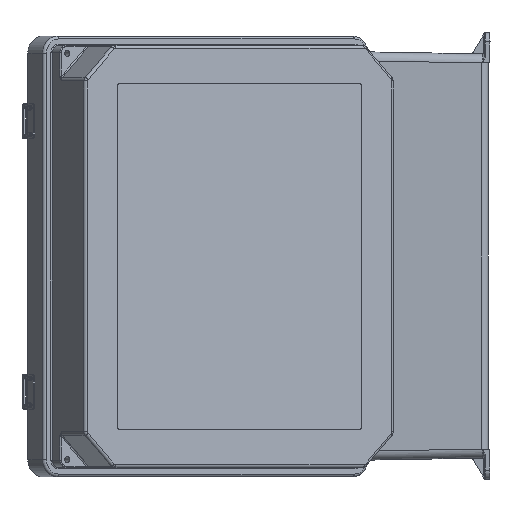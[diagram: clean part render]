
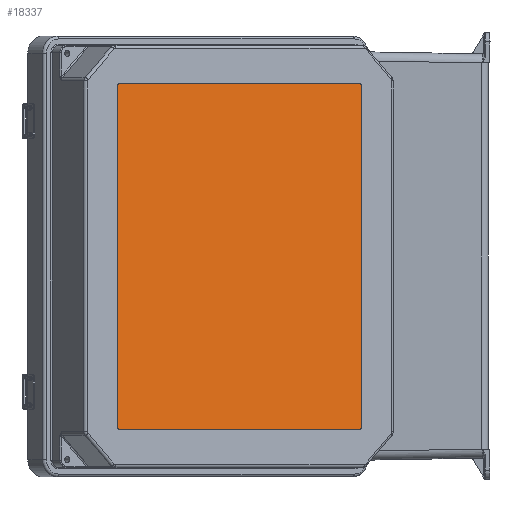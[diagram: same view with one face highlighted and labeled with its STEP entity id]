
A CAD part, left-side view. The second image highlights one B-rep face of the part: STEP entity #18337.
In plain terms, the highlighted face is planar.
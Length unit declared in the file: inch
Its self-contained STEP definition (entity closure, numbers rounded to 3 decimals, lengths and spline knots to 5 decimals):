
#56 = ORIENTED_EDGE ( 'NONE', *, *, #12283, .F. ) ;
#60 = ORIENTED_EDGE ( 'NONE', *, *, #12103, .F. ) ;
#93 = ORIENTED_EDGE ( 'NONE', *, *, #12098, .F. ) ;
#128 = ORIENTED_EDGE ( 'NONE', *, *, #12071, .F. ) ;
#821 = ORIENTED_EDGE ( 'NONE', *, *, #12090, .F. ) ;
#822 = ORIENTED_EDGE ( 'NONE', *, *, #12051, .F. ) ;
#1400 = ORIENTED_EDGE ( 'NONE', *, *, #12085, .F. ) ;
#5422 = AXIS2_PLACEMENT_3D ( 'NONE', #32268, #32269, #32270 ) ;
#7252 = AXIS2_PLACEMENT_3D ( 'NONE', #38584, #38586, #38588 ) ;
#7259 = AXIS2_PLACEMENT_3D ( 'NONE', #38625, #38626, #38628 ) ;
#7285 = AXIS2_PLACEMENT_3D ( 'NONE', #38863, #38865, #38867 ) ;
#7520 = AXIS2_PLACEMENT_3D ( 'NONE', #39422, #39423, #39425 ) ;
#10348 = ORIENTED_EDGE ( 'NONE', *, *, #12058, .F. ) ;
#12051 = EDGE_CURVE ( 'NONE', #17442, #17485, #41992, .T. ) ;
#12058 = EDGE_CURVE ( 'NONE', #19611, #18660, #42064, .T. ) ;
#12071 = EDGE_CURVE ( 'NONE', #17454, #17442, #42449, .T. ) ;
#12085 = EDGE_CURVE ( 'NONE', #17635, #19611, #42489, .T. ) ;
#12090 = EDGE_CURVE ( 'NONE', #17485, #18668, #41920, .T. ) ;
#12098 = EDGE_CURVE ( 'NONE', #18660, #19444, #42760, .T. ) ;
#12103 = EDGE_CURVE ( 'NONE', #19444, #17454, #42495, .T. ) ;
#12283 = EDGE_CURVE ( 'NONE', #18668, #17635, #42402, .T. ) ;
#17442 = VERTEX_POINT ( 'NONE', #35675 ) ;
#17454 = VERTEX_POINT ( 'NONE', #35705 ) ;
#17485 = VERTEX_POINT ( 'NONE', #35820 ) ;
#17635 = VERTEX_POINT ( 'NONE', #32793 ) ;
#18337 = ADVANCED_FACE ( 'NONE', ( #37339 ), #32259, .T. ) ;
#18660 = VERTEX_POINT ( 'NONE', #33058 ) ;
#18668 = VERTEX_POINT ( 'NONE', #33084 ) ;
#19444 = VERTEX_POINT ( 'NONE', #31469 ) ;
#19611 = VERTEX_POINT ( 'NONE', #31530 ) ;
#20271 = EDGE_LOOP ( 'NONE', ( #10348, #1400, #56, #821, #822, #128, #60, #93 ) ) ;
#31469 = CARTESIAN_POINT ( 'NONE',  ( -4.9375, -0.22, -6. ) ) ;
#31530 = CARTESIAN_POINT ( 'NONE',  ( 5., -0.22, -5.9375 ) ) ;
#32259 = PLANE ( 'NONE',  #5422 ) ;
#32268 = CARTESIAN_POINT ( 'NONE',  ( 4.9375, -0.22, -5.9375 ) ) ;
#32269 = DIRECTION ( 'NONE',  ( 0., -1., 0. ) ) ;
#32270 = DIRECTION ( 'NONE',  ( 0., 0., -1. ) ) ;
#32793 = CARTESIAN_POINT ( 'NONE',  ( 5., -0.22, 5.9375 ) ) ;
#33058 = CARTESIAN_POINT ( 'NONE',  ( 4.9375, -0.22, -6. ) ) ;
#33084 = CARTESIAN_POINT ( 'NONE',  ( 4.9375, -0.22, 6. ) ) ;
#35675 = CARTESIAN_POINT ( 'NONE',  ( -5., -0.22, 5.9375 ) ) ;
#35705 = CARTESIAN_POINT ( 'NONE',  ( -5., -0.22, -5.9375 ) ) ;
#35820 = CARTESIAN_POINT ( 'NONE',  ( -4.9375, -0.22, 6. ) ) ;
#37339 = FACE_OUTER_BOUND ( 'NONE', #20271, .T. ) ;
#38584 = CARTESIAN_POINT ( 'NONE',  ( -4.9375, -0.22, 5.9375 ) ) ;
#38586 = DIRECTION ( 'NONE',  ( 0., 1., 0. ) ) ;
#38588 = DIRECTION ( 'NONE',  ( 0., 0., -1. ) ) ;
#38625 = CARTESIAN_POINT ( 'NONE',  ( 4.9375, -0.22, -5.9375 ) ) ;
#38626 = DIRECTION ( 'NONE',  ( 0., 1., 0. ) ) ;
#38628 = DIRECTION ( 'NONE',  ( 0., 0., -1. ) ) ;
#38643 = CARTESIAN_POINT ( 'NONE',  ( -5., -0.22, 5.9375 ) ) ;
#38645 = DIRECTION ( 'NONE',  ( 0., 0., 1. ) ) ;
#38751 = DIRECTION ( 'NONE',  ( 0., 0., -1. ) ) ;
#38761 = CARTESIAN_POINT ( 'NONE',  ( 5., -0.22, 5.9375 ) ) ;
#38786 = CARTESIAN_POINT ( 'NONE',  ( 4.9375, -0.22, 6. ) ) ;
#38788 = DIRECTION ( 'NONE',  ( 1., 0., 0. ) ) ;
#38804 = CARTESIAN_POINT ( 'NONE',  ( 4.9375, -0.22, -6. ) ) ;
#38841 = DIRECTION ( 'NONE',  ( -1., 0., 0. ) ) ;
#38863 = CARTESIAN_POINT ( 'NONE',  ( -4.9375, -0.22, -5.9375 ) ) ;
#38865 = DIRECTION ( 'NONE',  ( 0., 1., 0. ) ) ;
#38867 = DIRECTION ( 'NONE',  ( 0., 0., -1. ) ) ;
#39422 = CARTESIAN_POINT ( 'NONE',  ( 4.9375, -0.22, 5.9375 ) ) ;
#39423 = DIRECTION ( 'NONE',  ( 0., 1., 0. ) ) ;
#39425 = DIRECTION ( 'NONE',  ( 0., 0., 1. ) ) ;
#41920 = LINE ( 'NONE', #38786, #41982 ) ;
#41982 = VECTOR ( 'NONE', #38788, 39.37008 ) ;
#41992 = CIRCLE ( 'NONE', #7252, 0.0625 ) ;
#42064 = CIRCLE ( 'NONE', #7259, 0.0625 ) ;
#42077 = VECTOR ( 'NONE', #38645, 39.37008 ) ;
#42402 = CIRCLE ( 'NONE', #7520, 0.0625 ) ;
#42449 = LINE ( 'NONE', #38643, #42077 ) ;
#42489 = LINE ( 'NONE', #38761, #42825 ) ;
#42495 = CIRCLE ( 'NONE', #7285, 0.0625 ) ;
#42737 = VECTOR ( 'NONE', #38841, 39.37008 ) ;
#42760 = LINE ( 'NONE', #38804, #42737 ) ;
#42825 = VECTOR ( 'NONE', #38751, 39.37008 ) ;
